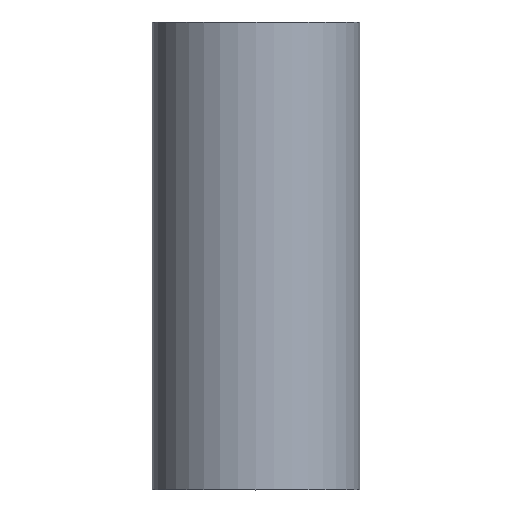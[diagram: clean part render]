
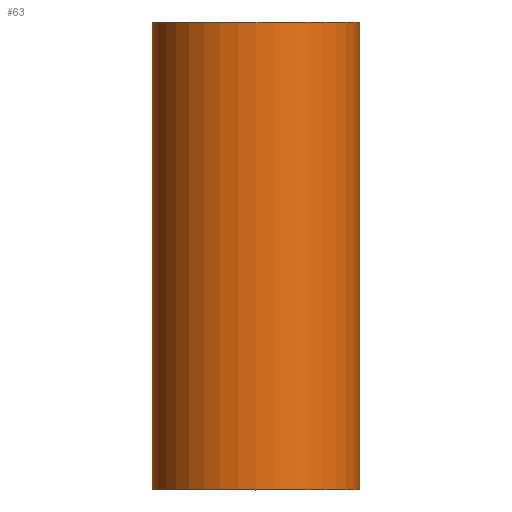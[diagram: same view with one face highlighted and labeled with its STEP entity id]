
A CAD part, top view. The second image highlights one B-rep face of the part: STEP entity #63.
In plain terms, the highlighted cylindrical face has radius 10 mm (diameter 20 mm), a full revolution.
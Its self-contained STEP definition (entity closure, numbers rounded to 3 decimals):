
#16=LINE('',#129,#18);
#18=VECTOR('',#113,10.);
#20=CYLINDRICAL_SURFACE('',#93,10.);
#25=FACE_OUTER_BOUND('',#30,.T.);
#30=EDGE_LOOP('',(#53,#54,#55,#56));
#33=CIRCLE('',#89,10.);
#36=CIRCLE('',#94,10.);
#37=VERTEX_POINT('',#118);
#40=VERTEX_POINT('',#127);
#41=EDGE_CURVE('',#37,#37,#33,.T.);
#45=EDGE_CURVE('',#40,#40,#36,.T.);
#46=EDGE_CURVE('',#40,#37,#16,.T.);
#53=ORIENTED_EDGE('',*,*,#45,.F.);
#54=ORIENTED_EDGE('',*,*,#46,.T.);
#55=ORIENTED_EDGE('',*,*,#41,.F.);
#56=ORIENTED_EDGE('',*,*,#46,.F.);
#63=ADVANCED_FACE('',(#25),#20,.T.);
#89=AXIS2_PLACEMENT_3D('',#119,#100,#101);
#93=AXIS2_PLACEMENT_3D('',#126,#109,#110);
#94=AXIS2_PLACEMENT_3D('',#128,#111,#112);
#100=DIRECTION('center_axis',(0.,-1.,0.));
#101=DIRECTION('ref_axis',(1.,0.,0.));
#109=DIRECTION('center_axis',(0.,1.,0.));
#110=DIRECTION('ref_axis',(-1.,0.,0.));
#111=DIRECTION('center_axis',(0.,1.,0.));
#112=DIRECTION('ref_axis',(-1.,0.,0.));
#113=DIRECTION('',(0.,-1.,0.));
#118=CARTESIAN_POINT('',(10.,-25.,0.));
#119=CARTESIAN_POINT('Origin',(0.,-25.,0.));
#126=CARTESIAN_POINT('Origin',(0.,0.,0.));
#127=CARTESIAN_POINT('',(10.,20.,0.));
#128=CARTESIAN_POINT('Origin',(0.,20.,0.));
#129=CARTESIAN_POINT('',(10.,0.,0.));
